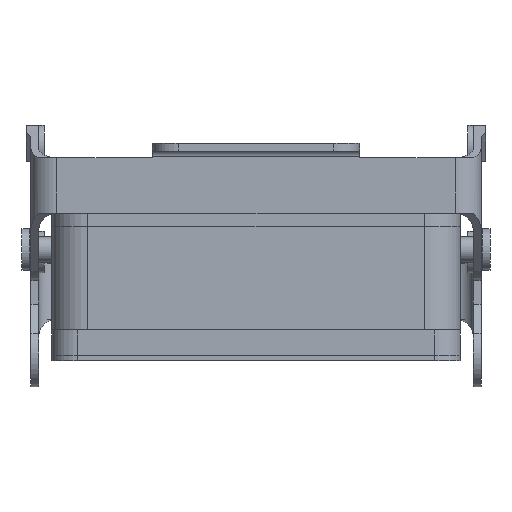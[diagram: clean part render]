
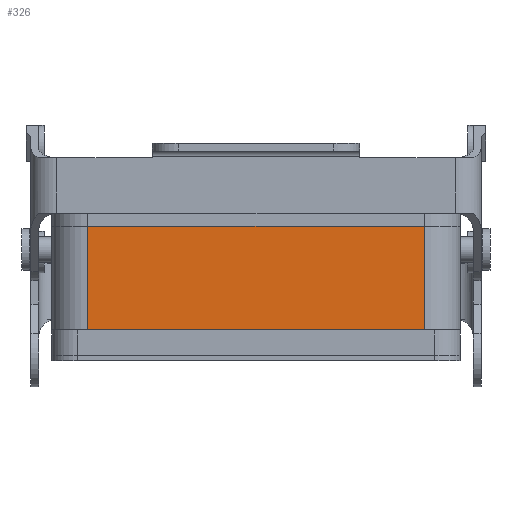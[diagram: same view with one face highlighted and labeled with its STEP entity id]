
A CAD part, left-side view. The second image highlights one B-rep face of the part: STEP entity #326.
In plain terms, the highlighted planar face has unit normal (-1, 0, 0).
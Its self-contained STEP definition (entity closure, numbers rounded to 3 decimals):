
#326 = ADVANCED_FACE( '', ( #810 ), #811, .F. );
#810 = FACE_OUTER_BOUND( '', #1494, .T. );
#811 = PLANE( '', #1495 );
#1494 = EDGE_LOOP( '', ( #2408, #2409, #2410, #2411 ) );
#1495 = AXIS2_PLACEMENT_3D( '', #2412, #2413, #2414 );
#2408 = ORIENTED_EDGE( '', *, *, #4043, .F. );
#2409 = ORIENTED_EDGE( '', *, *, #4044, .T. );
#2410 = ORIENTED_EDGE( '', *, *, #4045, .F. );
#2411 = ORIENTED_EDGE( '', *, *, #4046, .F. );
#2412 = CARTESIAN_POINT( '', ( -46.75, 0., 25. ) );
#2413 = DIRECTION( '', ( 1., 0., 0. ) );
#2414 = DIRECTION( '', ( 0., 1., 0. ) );
#4043 = EDGE_CURVE( '', #4917, #4918, #4919, .T. );
#4044 = EDGE_CURVE( '', #4917, #4920, #4921, .F. );
#4045 = EDGE_CURVE( '', #4922, #4920, #4923, .T. );
#4046 = EDGE_CURVE( '', #4918, #4922, #4924, .F. );
#4917 = VERTEX_POINT( '', #6084 );
#4918 = VERTEX_POINT( '', #6085 );
#4919 = LINE( '', #6086, #6087 );
#4920 = VERTEX_POINT( '', #6088 );
#4921 = LINE( '', #6089, #6090 );
#4922 = VERTEX_POINT( '', #6091 );
#4923 = LINE( '', #6092, #6093 );
#4924 = LINE( '', #6094, #6095 );
#6084 = CARTESIAN_POINT( '', ( -46.75, -32.5, 5. ) );
#6085 = CARTESIAN_POINT( '', ( -46.75, 32.5, 5. ) );
#6086 = CARTESIAN_POINT( '', ( -46.75, -79., 5. ) );
#6087 = VECTOR( '', #7239, 1000. );
#6088 = CARTESIAN_POINT( '', ( -46.75, -32.5, 25. ) );
#6089 = CARTESIAN_POINT( '', ( -46.75, -32.5, 25. ) );
#6090 = VECTOR( '', #7240, 1000. );
#6091 = CARTESIAN_POINT( '', ( -46.75, 32.5, 25. ) );
#6092 = CARTESIAN_POINT( '', ( -46.75, 0., 25. ) );
#6093 = VECTOR( '', #7241, 1000. );
#6094 = CARTESIAN_POINT( '', ( -46.75, 32.5, 25. ) );
#6095 = VECTOR( '', #7242, 1000. );
#7239 = DIRECTION( '', ( 0., 1., 0. ) );
#7240 = DIRECTION( '', ( 0., 0., -1. ) );
#7241 = DIRECTION( '', ( 0., -1., 0. ) );
#7242 = DIRECTION( '', ( 0., 0., -1. ) );
